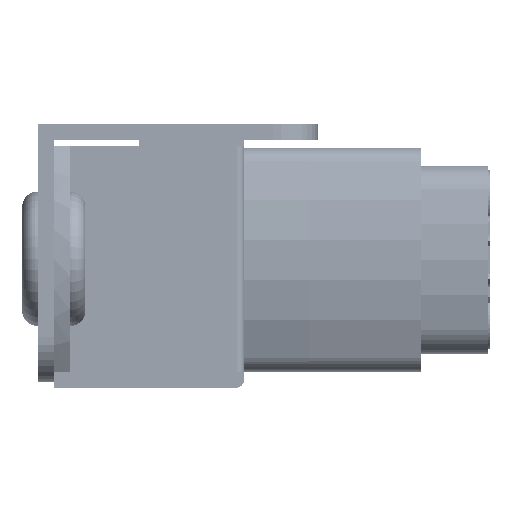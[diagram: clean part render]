
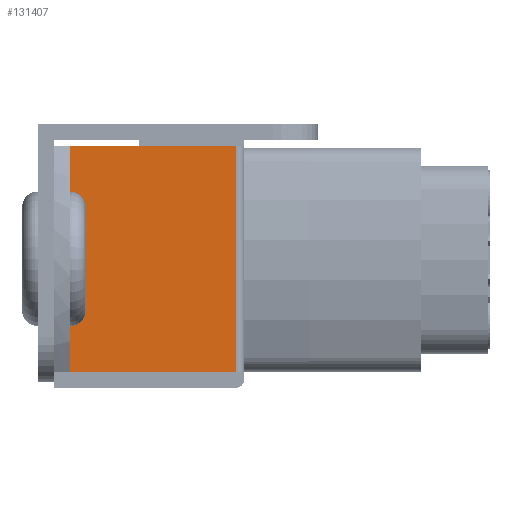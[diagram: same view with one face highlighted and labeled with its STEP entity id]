
A CAD part, left-side view. The second image highlights one B-rep face of the part: STEP entity #131407.
In plain terms, the highlighted planar face has unit normal (-1, 0, 0).
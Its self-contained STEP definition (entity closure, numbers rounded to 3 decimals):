
#783=DIRECTION('',(0.,-1.,0.));
#784=VECTOR('',#783,7.444);
#785=CARTESIAN_POINT('',(-15.207,-0.713,-5.013));
#786=LINE('',#785,#784);
#1557=DIRECTION('',(0.,-1.,0.));
#1558=VECTOR('',#1557,7.444);
#1559=CARTESIAN_POINT('',(-15.207,-0.713,5.1));
#1560=LINE('',#1559,#1558);
#1736=DIRECTION('',(0.,0.,-1.));
#1737=VECTOR('',#1736,10.113);
#1738=CARTESIAN_POINT('',(-15.207,-8.157,5.1));
#1739=LINE('',#1738,#1737);
#1745=DIRECTION('',(0.,0.,1.));
#1746=VECTOR('',#1745,10.113);
#1747=CARTESIAN_POINT('',(-15.207,-0.713,-5.013));
#1748=LINE('',#1747,#1746);
#128757=CARTESIAN_POINT('',(-15.207,-0.713,-5.013));
#128758=CARTESIAN_POINT('',(-15.207,-0.713,5.1));
#128759=VERTEX_POINT('',#128757);
#128760=VERTEX_POINT('',#128758);
#128833=CARTESIAN_POINT('',(-15.207,-8.157,-5.013));
#128834=VERTEX_POINT('',#128833);
#128835=CARTESIAN_POINT('',(-15.207,-8.157,5.1));
#128836=VERTEX_POINT('',#128835);
#131396=CARTESIAN_POINT('',(-15.207,-0.707,-5.007));
#131397=DIRECTION('',(-1.,0.,0.));
#131398=DIRECTION('',(0.,-1.,0.));
#131399=AXIS2_PLACEMENT_3D('',#131396,#131397,#131398);
#131400=PLANE('',#131399);
#131401=ORIENTED_EDGE('',*,*,#131390,.T.);
#131402=ORIENTED_EDGE('',*,*,#130174,.F.);
#131403=ORIENTED_EDGE('',*,*,#131120,.T.);
#131404=ORIENTED_EDGE('',*,*,#131147,.T.);
#131405=EDGE_LOOP('',(#131401,#131402,#131403,#131404));
#131406=FACE_OUTER_BOUND('',#131405,.F.);
#131407=ADVANCED_FACE('',(#131406),#131400,.T.);
#130174=EDGE_CURVE('',#128759,#128834,#786,.T.);
#131120=EDGE_CURVE('',#128759,#128760,#1748,.T.);
#131147=EDGE_CURVE('',#128760,#128836,#1560,.T.);
#131390=EDGE_CURVE('',#128836,#128834,#1739,.T.);
